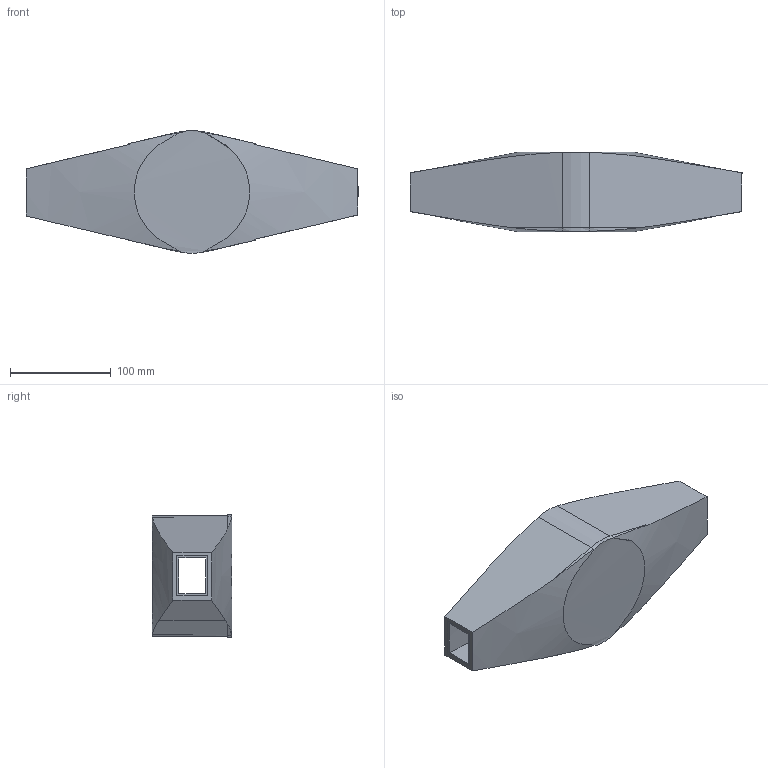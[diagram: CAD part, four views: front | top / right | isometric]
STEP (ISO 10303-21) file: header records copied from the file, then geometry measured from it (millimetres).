
FILE_DESCRIPTION (( 'STEP AP203' ), '1' );
FILE_NAME ('OuterShell-Refletor.STEP', '2020-11-16T13:06:20', ( '' ), ( '' ), 'SwSTEP 2.0', 'SolidWorks 2020', '' );
FILE_SCHEMA (( 'CONFIG_CONTROL_DESIGN' ));
Length unit declared in the file: millimetre
Products named in the file (1): OuterShell-Refletor
Bounding box: 330 x 79 x 121.82 mm (x, y, z)
Volume: 509564.6 mm3; surface area: 185538.8 mm2
Topology: 1 solids, 1 shells, 39 faces, 108 edges, 68 vertices
Faces by surface type: plane 22, cylinder 9, bspline 4, cone 4
Entity records: 4833 total; most frequent: CARTESIAN_POINT 3834, ORIENTED_EDGE 208, DIRECTION 168, EDGE_CURVE 104, VERTEX_POINT 68, AXIS2_PLACEMENT_3D 64, EDGE_LOOP 42, LINE 40
